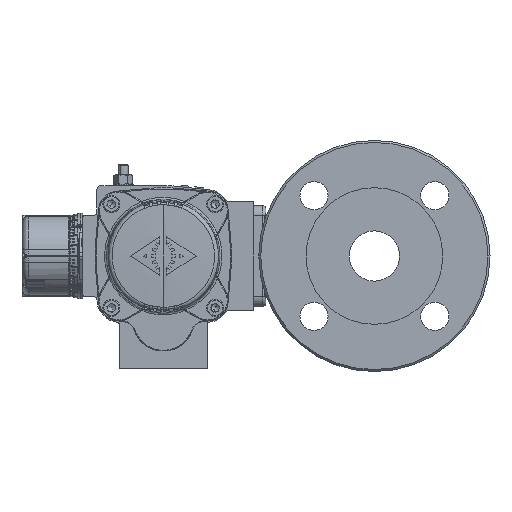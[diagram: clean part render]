
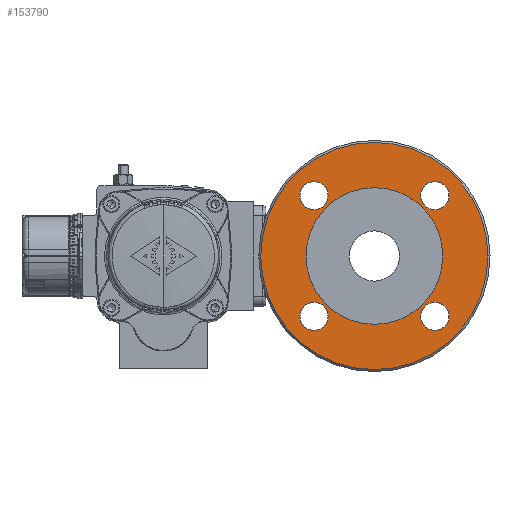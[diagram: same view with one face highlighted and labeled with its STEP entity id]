
A CAD part, left-side view. The second image highlights one B-rep face of the part: STEP entity #153790.
In plain terms, the highlighted planar face has unit normal (-1, 0, 0).
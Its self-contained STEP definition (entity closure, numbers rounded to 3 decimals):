
#382 = CIRCLE ( 'NONE', #142213, 7. ) ;
#1708 = DIRECTION ( 'NONE',  ( 0., 0., 1. ) ) ;
#1952 = AXIS2_PLACEMENT_3D ( 'NONE', #105178, #14578, #158277 ) ;
#9521 = DIRECTION ( 'NONE',  ( 0., 0., 1. ) ) ;
#13490 = VERTEX_POINT ( 'NONE', #126978 ) ;
#13909 = EDGE_LOOP ( 'NONE', ( #74077, #60339 ) ) ;
#14578 = DIRECTION ( 'NONE',  ( 1., 0., 0. ) ) ;
#19876 = CARTESIAN_POINT ( 'NONE',  ( -41.75, 28.802, 37.052 ) ) ;
#22297 = CARTESIAN_POINT ( 'NONE',  ( -41.75, -1.25, 0. ) ) ;
#25749 = AXIS2_PLACEMENT_3D ( 'NONE', #29144, #171916, #91821 ) ;
#26317 = ORIENTED_EDGE ( 'NONE', *, *, #112834, .T. ) ;
#28064 = CIRCLE ( 'NONE', #92010, 7. ) ;
#29144 = CARTESIAN_POINT ( 'NONE',  ( -41.75, 28.802, -30.052 ) ) ;
#29966 = FACE_BOUND ( 'NONE', #66721, .T. ) ;
#30001 = CIRCLE ( 'NONE', #127306, 7. ) ;
#30039 = EDGE_CURVE ( 'NONE', #99643, #140507, #28064, .T. ) ;
#31534 = DIRECTION ( 'NONE',  ( 1., 0., 0. ) ) ;
#31749 = DIRECTION ( 'NONE',  ( 0., 1., 0. ) ) ;
#32615 = DIRECTION ( 'NONE',  ( 1., 0., 0. ) ) ;
#32699 = CARTESIAN_POINT ( 'NONE',  ( -41.75, 28.802, -23.052 ) ) ;
#32882 = CARTESIAN_POINT ( 'NONE',  ( -41.75, 28.802, -30.052 ) ) ;
#34319 = CARTESIAN_POINT ( 'NONE',  ( -41.75, -1.25, 0. ) ) ;
#34443 = EDGE_CURVE ( 'NONE', #124518, #140379, #84077, .T. ) ;
#34726 = VERTEX_POINT ( 'NONE', #120904 ) ;
#37480 = EDGE_LOOP ( 'NONE', ( #40550, #111669 ) ) ;
#37783 = AXIS2_PLACEMENT_3D ( 'NONE', #75015, #102853, #88061 ) ;
#39477 = ORIENTED_EDGE ( 'NONE', *, *, #72136, .T. ) ;
#39604 = CIRCLE ( 'NONE', #134127, 56.5 ) ;
#39703 = AXIS2_PLACEMENT_3D ( 'NONE', #113335, #31534, #59412 ) ;
#40550 = ORIENTED_EDGE ( 'NONE', *, *, #66341, .T. ) ;
#43737 = DIRECTION ( 'NONE',  ( 0., 0., 1. ) ) ;
#48617 = DIRECTION ( 'NONE',  ( 1., 0., 0. ) ) ;
#49883 = CIRCLE ( 'NONE', #166673, 7. ) ;
#52122 = CIRCLE ( 'NONE', #1952, 7. ) ;
#55108 = EDGE_LOOP ( 'NONE', ( #97334, #26317 ) ) ;
#59412 = DIRECTION ( 'NONE',  ( 0., -1., 0. ) ) ;
#60339 = ORIENTED_EDGE ( 'NONE', *, *, #115711, .F. ) ;
#60407 = FACE_BOUND ( 'NONE', #168597, .T. ) ;
#60476 = CARTESIAN_POINT ( 'NONE',  ( -41.75, -31.302, -37.052 ) ) ;
#64503 = ORIENTED_EDGE ( 'NONE', *, *, #171826, .T. ) ;
#66341 = EDGE_CURVE ( 'NONE', #131630, #78534, #170996, .T. ) ;
#66721 = EDGE_LOOP ( 'NONE', ( #156712, #39477 ) ) ;
#67627 = VERTEX_POINT ( 'NONE', #123017 ) ;
#67751 = DIRECTION ( 'NONE',  ( 1., 0., 0. ) ) ;
#69226 = CARTESIAN_POINT ( 'NONE',  ( -41.75, 28.802, -37.052 ) ) ;
#71740 = PLANE ( 'NONE',  #127071 ) ;
#72136 = EDGE_CURVE ( 'NONE', #67627, #156471, #52122, .T. ) ;
#72595 = FACE_BOUND ( 'NONE', #82617, .T. ) ;
#74077 = ORIENTED_EDGE ( 'NONE', *, *, #93171, .F. ) ;
#75015 = CARTESIAN_POINT ( 'NONE',  ( -41.75, -31.302, -30.052 ) ) ;
#75438 = DIRECTION ( 'NONE',  ( 1., 0., 0. ) ) ;
#78207 = AXIS2_PLACEMENT_3D ( 'NONE', #91346, #158405, #9521 ) ;
#78534 = VERTEX_POINT ( 'NONE', #163419 ) ;
#79538 = VERTEX_POINT ( 'NONE', #19876 ) ;
#82617 = EDGE_LOOP ( 'NONE', ( #137496, #64503 ) ) ;
#84077 = CIRCLE ( 'NONE', #25749, 7. ) ;
#84413 = DIRECTION ( 'NONE',  ( 1., 0., 0. ) ) ;
#85460 = CARTESIAN_POINT ( 'NONE',  ( -41.75, 28.802, 30.052 ) ) ;
#85633 = FACE_BOUND ( 'NONE', #55108, .T. ) ;
#85729 = CARTESIAN_POINT ( 'NONE',  ( -41.75, -31.302, -23.052 ) ) ;
#86820 = DIRECTION ( 'NONE',  ( 1., 0., 0. ) ) ;
#88061 = DIRECTION ( 'NONE',  ( 0., 0., 1. ) ) ;
#90632 = CARTESIAN_POINT ( 'NONE',  ( -41.75, -31.302, 37.052 ) ) ;
#91346 = CARTESIAN_POINT ( 'NONE',  ( -41.75, -31.302, 30.052 ) ) ;
#91821 = DIRECTION ( 'NONE',  ( 0., 0., 1. ) ) ;
#92010 = AXIS2_PLACEMENT_3D ( 'NONE', #134937, #84413, #1708 ) ;
#93171 = EDGE_CURVE ( 'NONE', #34726, #162906, #39604, .T. ) ;
#93227 = AXIS2_PLACEMENT_3D ( 'NONE', #22297, #75438, #120668 ) ;
#93308 = CIRCLE ( 'NONE', #37783, 7. ) ;
#96708 = ORIENTED_EDGE ( 'NONE', *, *, #34443, .T. ) ;
#97334 = ORIENTED_EDGE ( 'NONE', *, *, #155356, .T. ) ;
#97655 = CIRCLE ( 'NONE', #78207, 7. ) ;
#97846 = CARTESIAN_POINT ( 'NONE',  ( -41.75, -57.75, 0. ) ) ;
#97863 = DIRECTION ( 'NONE',  ( -1., 0., 0. ) ) ;
#97943 = EDGE_CURVE ( 'NONE', #78534, #131630, #151632, .T. ) ;
#99643 = VERTEX_POINT ( 'NONE', #85729 ) ;
#101703 = DIRECTION ( 'NONE',  ( 0., 0., 1. ) ) ;
#102853 = DIRECTION ( 'NONE',  ( 1., 0., 0. ) ) ;
#105178 = CARTESIAN_POINT ( 'NONE',  ( -41.75, -31.302, 30.052 ) ) ;
#109160 = CIRCLE ( 'NONE', #39703, 56.5 ) ;
#110160 = EDGE_CURVE ( 'NONE', #156471, #67627, #97655, .T. ) ;
#111669 = ORIENTED_EDGE ( 'NONE', *, *, #97943, .T. ) ;
#112834 = EDGE_CURVE ( 'NONE', #13490, #79538, #382, .T. ) ;
#113335 = CARTESIAN_POINT ( 'NONE',  ( -41.75, -1.25, 0. ) ) ;
#115711 = EDGE_CURVE ( 'NONE', #162906, #34726, #109160, .T. ) ;
#117433 = CARTESIAN_POINT ( 'NONE',  ( -41.75, -1.25, 0. ) ) ;
#120014 = DIRECTION ( 'NONE',  ( 0., -1., 0. ) ) ;
#120668 = DIRECTION ( 'NONE',  ( 0., 1., 0. ) ) ;
#120904 = CARTESIAN_POINT ( 'NONE',  ( -41.75, 55.25, 0. ) ) ;
#123017 = CARTESIAN_POINT ( 'NONE',  ( -41.75, -31.302, 23.052 ) ) ;
#124518 = VERTEX_POINT ( 'NONE', #32699 ) ;
#125704 = DIRECTION ( 'NONE',  ( 0., 0., 1. ) ) ;
#126978 = CARTESIAN_POINT ( 'NONE',  ( -41.75, 28.802, 23.052 ) ) ;
#127071 = AXIS2_PLACEMENT_3D ( 'NONE', #152663, #97863, #125704 ) ;
#127306 = AXIS2_PLACEMENT_3D ( 'NONE', #85460, #139417, #43737 ) ;
#131630 = VERTEX_POINT ( 'NONE', #155548 ) ;
#134127 = AXIS2_PLACEMENT_3D ( 'NONE', #117433, #67751, #120014 ) ;
#134937 = CARTESIAN_POINT ( 'NONE',  ( -41.75, -31.302, -30.052 ) ) ;
#137496 = ORIENTED_EDGE ( 'NONE', *, *, #30039, .T. ) ;
#138739 = FACE_OUTER_BOUND ( 'NONE', #13909, .T. ) ;
#139417 = DIRECTION ( 'NONE',  ( 1., 0., 0. ) ) ;
#139928 = DIRECTION ( 'NONE',  ( 0., 0., 1. ) ) ;
#140379 = VERTEX_POINT ( 'NONE', #69226 ) ;
#140507 = VERTEX_POINT ( 'NONE', #60476 ) ;
#142213 = AXIS2_PLACEMENT_3D ( 'NONE', #154804, #48617, #101703 ) ;
#143257 = AXIS2_PLACEMENT_3D ( 'NONE', #34319, #32615, #31749 ) ;
#148958 = ORIENTED_EDGE ( 'NONE', *, *, #157153, .T. ) ;
#151632 = CIRCLE ( 'NONE', #143257, 34. ) ;
#152663 = CARTESIAN_POINT ( 'NONE',  ( -41.75, 44.5, 0. ) ) ;
#153790 = ADVANCED_FACE ( 'NONE', ( #29966, #60407, #85633, #72595, #164005, #138739 ), #71740, .T. ) ;
#154804 = CARTESIAN_POINT ( 'NONE',  ( -41.75, 28.802, 30.052 ) ) ;
#155356 = EDGE_CURVE ( 'NONE', #79538, #13490, #30001, .T. ) ;
#155548 = CARTESIAN_POINT ( 'NONE',  ( -41.75, 32.75, 0. ) ) ;
#156471 = VERTEX_POINT ( 'NONE', #90632 ) ;
#156712 = ORIENTED_EDGE ( 'NONE', *, *, #110160, .T. ) ;
#157153 = EDGE_CURVE ( 'NONE', #140379, #124518, #49883, .T. ) ;
#158277 = DIRECTION ( 'NONE',  ( 0., 0., 1. ) ) ;
#158405 = DIRECTION ( 'NONE',  ( 1., 0., 0. ) ) ;
#162906 = VERTEX_POINT ( 'NONE', #97846 ) ;
#163419 = CARTESIAN_POINT ( 'NONE',  ( -41.75, -35.25, 0. ) ) ;
#164005 = FACE_BOUND ( 'NONE', #37480, .T. ) ;
#166673 = AXIS2_PLACEMENT_3D ( 'NONE', #32882, #86820, #139928 ) ;
#168597 = EDGE_LOOP ( 'NONE', ( #96708, #148958 ) ) ;
#170996 = CIRCLE ( 'NONE', #93227, 34. ) ;
#171826 = EDGE_CURVE ( 'NONE', #140507, #99643, #93308, .T. ) ;
#171916 = DIRECTION ( 'NONE',  ( 1., 0., 0. ) ) ;
